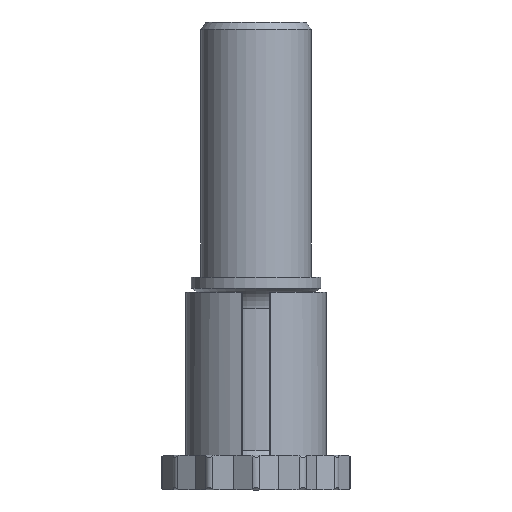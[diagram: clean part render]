
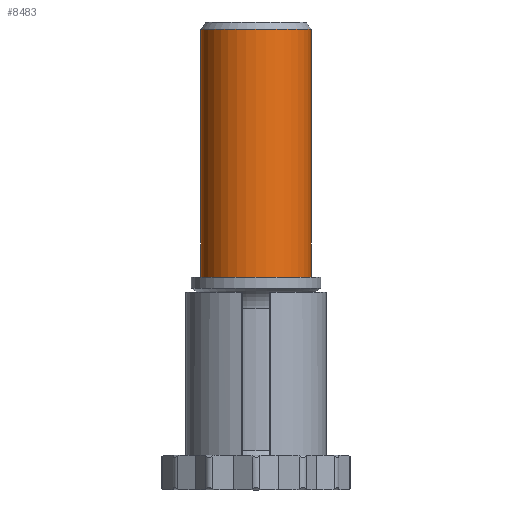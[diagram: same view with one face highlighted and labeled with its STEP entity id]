
A CAD part, top view. The second image highlights one B-rep face of the part: STEP entity #8483.
In plain terms, the highlighted cylindrical face has radius 6.287 mm (diameter 12.573 mm), a full revolution.
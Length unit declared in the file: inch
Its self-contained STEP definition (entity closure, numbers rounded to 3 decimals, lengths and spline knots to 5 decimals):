
#8452=CARTESIAN_POINT('',(0.2475,0.8,0.0));
#8453=VERTEX_POINT('',#8452);
#8454=CARTESIAN_POINT('',(0.0,0.8,0.0));
#8455=DIRECTION('',(0.0,1.0,0.0));
#8456=DIRECTION('',(1.0,0.0,0.0));
#8457=AXIS2_PLACEMENT_3D('',#8454,#8455,#8456);
#8458=CIRCLE('',#8457,0.2475);
#8459=EDGE_CURVE('',#8453,#8453,#8458,.T.);
#8464=CARTESIAN_POINT('',(0.0,1.3565,0.0));
#8465=DIRECTION('',(0.0,1.0,0.0));
#8466=DIRECTION('',(1.0,0.0,0.0));
#8467=AXIS2_PLACEMENT_3D('',#8464,#8465,#8466);
#8468=CYLINDRICAL_SURFACE('',#8467,0.2475);
#8469=CARTESIAN_POINT('',(0.2475,1.913,0.0));
#8470=VERTEX_POINT('',#8469);
#8471=CARTESIAN_POINT('',(0.0,1.913,0.0));
#8472=DIRECTION('',(0.0,1.0,0.0));
#8473=DIRECTION('',(1.0,0.0,0.0));
#8474=AXIS2_PLACEMENT_3D('',#8471,#8472,#8473);
#8475=CIRCLE('',#8474,0.2475);
#8476=EDGE_CURVE('',#8470,#8470,#8475,.T.);
#8477=ORIENTED_EDGE('',*,*,#8476,.F.);
#8478=EDGE_LOOP('',(#8477));
#8479=FACE_OUTER_BOUND('',#8478,.T.);
#8480=ORIENTED_EDGE('',*,*,#8459,.T.);
#8481=EDGE_LOOP('',(#8480));
#8482=FACE_BOUND('',#8481,.T.);
#8483=ADVANCED_FACE('',(#8479,#8482),#8468,.T.);
